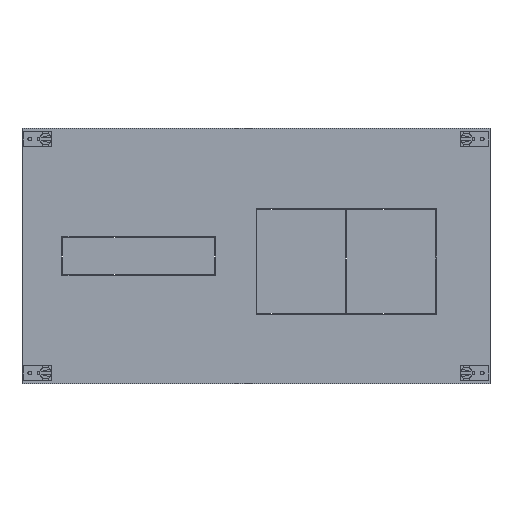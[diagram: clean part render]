
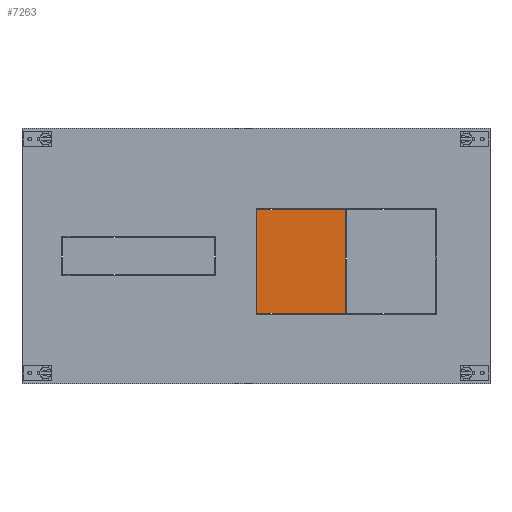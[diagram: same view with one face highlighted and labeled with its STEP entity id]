
A CAD part, top view. The second image highlights one B-rep face of the part: STEP entity #7263.
In plain terms, the highlighted planar face has unit normal (0, 0, 1).
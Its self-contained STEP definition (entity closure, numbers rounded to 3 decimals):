
#7148=DIRECTION('',(0.,1.,0.));
#7149=VECTOR('',#7148,122.);
#7150=CARTESIAN_POINT('',(44.5,-29.5,1.));
#7151=LINE('',#7150,#7149);
#7155=DIRECTION('',(-1.,0.,0.));
#7156=VECTOR('',#7155,104.5);
#7157=CARTESIAN_POINT('',(149.,92.5,1.));
#7158=LINE('',#7157,#7156);
#7162=DIRECTION('',(0.,1.,0.));
#7163=VECTOR('',#7162,122.);
#7164=CARTESIAN_POINT('',(149.,-29.5,1.));
#7165=LINE('',#7164,#7163);
#7169=DIRECTION('',(1.,0.,0.));
#7170=VECTOR('',#7169,104.5);
#7171=CARTESIAN_POINT('',(44.5,-29.5,1.));
#7172=LINE('',#7171,#7170);
#7232=CARTESIAN_POINT('',(149.,-29.5,1.));
#7233=CARTESIAN_POINT('',(149.,92.5,1.));
#7234=VERTEX_POINT('',#7232);
#7235=VERTEX_POINT('',#7233);
#7240=CARTESIAN_POINT('',(44.5,-29.5,1.));
#7241=CARTESIAN_POINT('',(44.5,92.5,1.));
#7242=VERTEX_POINT('',#7240);
#7243=VERTEX_POINT('',#7241);
#7248=CARTESIAN_POINT('',(0.,0.,1.));
#7249=DIRECTION('',(0.,0.,1.));
#7250=DIRECTION('',(1.,0.,0.));
#7251=AXIS2_PLACEMENT_3D('',#7248,#7249,#7250);
#7252=PLANE('',#7251);
#7254=ORIENTED_EDGE('',*,*,#7253,.T.);
#7256=ORIENTED_EDGE('',*,*,#7255,.F.);
#7258=ORIENTED_EDGE('',*,*,#7257,.F.);
#7260=ORIENTED_EDGE('',*,*,#7259,.F.);
#7261=EDGE_LOOP('',(#7254,#7256,#7258,#7260));
#7262=FACE_OUTER_BOUND('',#7261,.F.);
#7253=EDGE_CURVE('',#7242,#7243,#7151,.T.);
#7255=EDGE_CURVE('',#7235,#7243,#7158,.T.);
#7257=EDGE_CURVE('',#7234,#7235,#7165,.T.);
#7259=EDGE_CURVE('',#7242,#7234,#7172,.T.);
#7263=ADVANCED_FACE('',(#7262),#7252,.T.);
